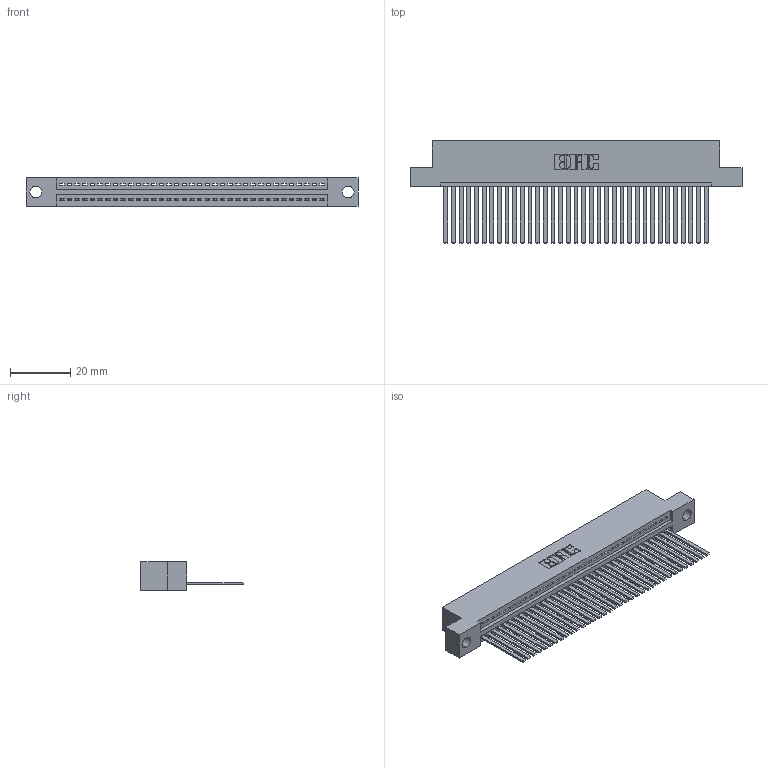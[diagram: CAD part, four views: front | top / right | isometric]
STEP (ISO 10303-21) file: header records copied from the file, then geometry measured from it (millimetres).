
FILE_DESCRIPTION (( 'STEP AP203' ), '1' );
FILE_NAME ('395-035-544-104.STEP', '2018-11-13T16:59:39', ( '' ), ( '' ), 'SwSTEP 2.0', 'SolidWorks 2016', '' );
FILE_SCHEMA (( 'CONFIG_CONTROL_DESIGN' ));
Length unit declared in the file: inch
Products named in the file (3): 345-292-001_345-293-144; 395-035-544-104; 345 Part_Flush Mounting Lugs - 0.156 Dia-TH
Assembly tree (36 placements, depth 2):
  395-035-544-104
    345 Part_Flush Mounting Lugs - 0.156 Dia-TH
    345-292-001_345-293-144  x35
Bounding box: 110.11 x 33.96 x 9.4 mm (x, y, z)
Volume: 10718.4 mm3; surface area: 15174.3 mm2
Topology: 36 solids, 36 shells, 1946 faces, 5871 edges, 3866 vertices
Faces by surface type: plane 1340, cylinder 606
Entity records: 27103 total; most frequent: CARTESIAN_POINT 4701, ORIENTED_EDGE 4670, DIRECTION 4113, EDGE_CURVE 2335, LINE 2067, VECTOR 2067, VERTEX_POINT 1554, AXIS2_PLACEMENT_3D 1023
